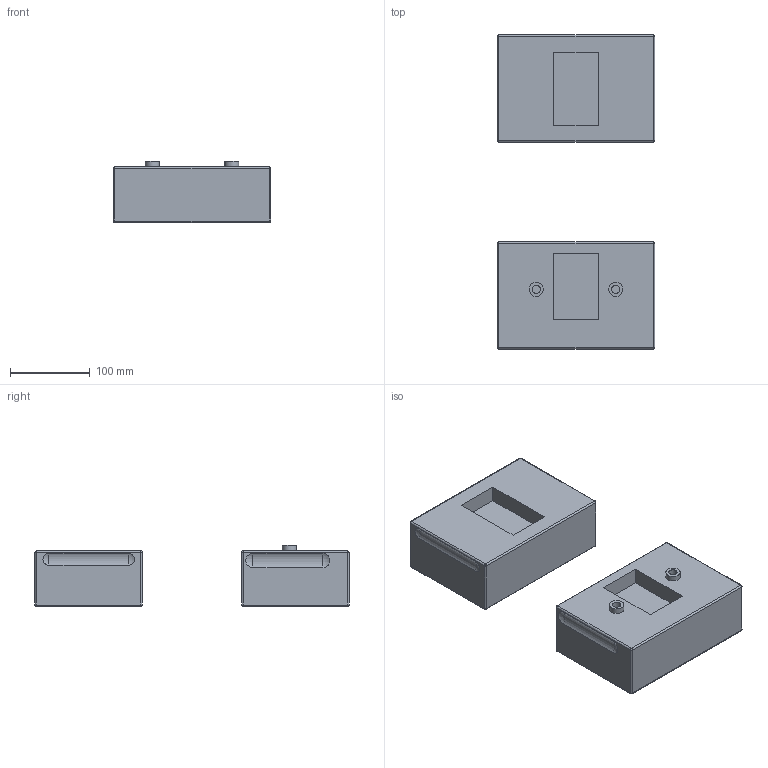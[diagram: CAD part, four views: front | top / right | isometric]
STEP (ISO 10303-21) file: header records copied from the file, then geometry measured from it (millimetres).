
FILE_DESCRIPTION((''),'2;1');
FILE_NAME('5SS1540-20-70.stp','2015-03-11T14:45:24',('Dayne Stauffer'),(''),'Autodesk Inventor 2013','Autodesk Inventor 2013','');
FILE_SCHEMA(('AUTOMOTIVE_DESIGN { 1 0 10303 214 1 1 1 1 }'));
Length unit declared in the file: millimetre
Products named in the file (3): 5SS1540-20-70; 5SJ1540-20-70; 5MJ1540-20-70
Assembly tree (2 placements, depth 2):
  5SS1540-20-70
    5SJ1540-20-70
    5MJ1540-20-70
Bounding box: 198 x 395 x 77 mm (x, y, z)
Volume: 3492302 mm3; surface area: 219138 mm2
Topology: 2 solids, 2 shells, 96 faces, 206 edges, 110 vertices
Faces by surface type: cylinder 38, plane 32, sphere 24, cone 2
Full cylindrical faces by diameter (mm): 10.5 x2, 18 x4, 20 x4
Entity records: 2381 total; most frequent: DIRECTION 454, CARTESIAN_POINT 369, ORIENTED_EDGE 332, AXIS2_PLACEMENT_3D 187, EDGE_CURVE 166, EDGE_LOOP 124, VERTEX_POINT 102, FACE_OUTER_BOUND 96
